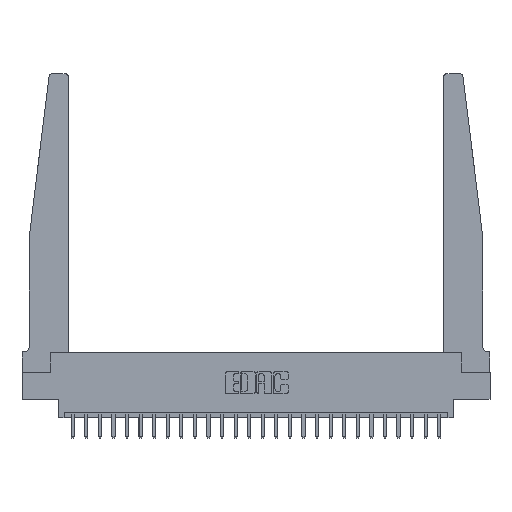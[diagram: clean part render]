
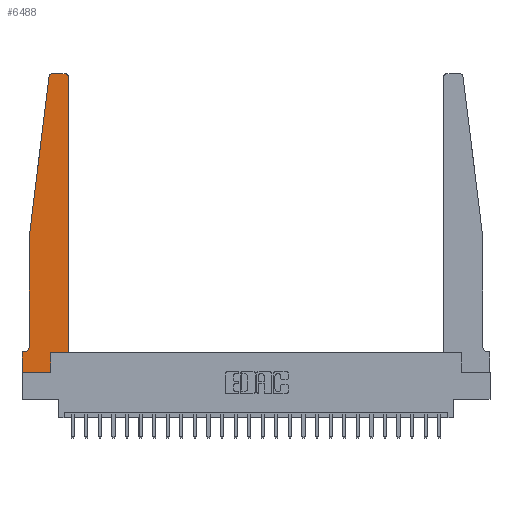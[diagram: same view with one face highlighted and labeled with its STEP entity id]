
A CAD part, top view. The second image highlights one B-rep face of the part: STEP entity #6488.
In plain terms, the highlighted planar face has unit normal (0, 0, 1).
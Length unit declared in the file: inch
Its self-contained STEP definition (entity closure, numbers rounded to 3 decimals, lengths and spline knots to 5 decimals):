
#2 = DIRECTION ( 'NONE',  ( -1., 0., 0. ) ) ;
#1254 = CARTESIAN_POINT ( 'NONE',  ( 0., 0., 0.37 ) ) ;
#1875 = CARTESIAN_POINT ( 'NONE',  ( 0.425, 0.18, 0.37 ) ) ;
#2031 = VECTOR ( 'NONE', #13126, 39.37008 ) ;
#2157 = ORIENTED_EDGE ( 'NONE', *, *, #9842, .T. ) ;
#2408 = DIRECTION ( 'NONE',  ( 0., 0., 1. ) ) ;
#2469 = VECTOR ( 'NONE', #19269, 39.37008 ) ;
#2796 = VECTOR ( 'NONE', #8939, 39.37008 ) ;
#3732 = VERTEX_POINT ( 'NONE', #7761 ) ;
#3892 = CARTESIAN_POINT ( 'NONE',  ( 0.065, 0.2375, 0.37 ) ) ;
#4155 = CARTESIAN_POINT ( 'NONE',  ( 0.25, 2.75, 0.37 ) ) ;
#4459 = CIRCLE ( 'NONE', #23904, 0.03 ) ;
#4492 = AXIS2_PLACEMENT_3D ( 'NONE', #20709, #12962, #19049 ) ;
#4940 = CARTESIAN_POINT ( 'NONE',  ( 0.065, 1.25, 0.37 ) ) ;
#5680 = LINE ( 'NONE', #15541, #20462 ) ;
#6488 = ADVANCED_FACE ( 'NONE', ( #18522 ), #18143, .T. ) ;
#6817 = EDGE_CURVE ( 'NONE', #18700, #6953, #4459, .T. ) ;
#6953 = VERTEX_POINT ( 'NONE', #22500 ) ;
#7247 = DIRECTION ( 'NONE',  ( 0., -1., 0. ) ) ;
#7312 = VECTOR ( 'NONE', #13773, 39.37008 ) ;
#7384 = EDGE_LOOP ( 'NONE', ( #20133, #2157, #11576, #24075, #22591, #9528, #25195, #11894, #15816, #13674, #21825, #15042 ) ) ;
#7761 = CARTESIAN_POINT ( 'NONE',  ( 0.425, 0.18, 0.37 ) ) ;
#7771 = AXIS2_PLACEMENT_3D ( 'NONE', #8680, #16586, #19926 ) ;
#8279 = LINE ( 'NONE', #24315, #18257 ) ;
#8548 = EDGE_CURVE ( 'NONE', #23753, #20156, #11135, .T. ) ;
#8653 = AXIS2_PLACEMENT_3D ( 'NONE', #21188, #13828, #25362 ) ;
#8680 = CARTESIAN_POINT ( 'NONE',  ( 0., 0.1875, 0.37 ) ) ;
#8821 = CARTESIAN_POINT ( 'NONE',  ( 0.27653, 2.75, 0.37 ) ) ;
#8939 = DIRECTION ( 'NONE',  ( -0.122, -0.992, 0. ) ) ;
#9075 = VERTEX_POINT ( 'NONE', #19135 ) ;
#9185 = CARTESIAN_POINT ( 'NONE',  ( 0.065, 1.25, 0.37 ) ) ;
#9250 = LINE ( 'NONE', #17277, #2031 ) ;
#9528 = ORIENTED_EDGE ( 'NONE', *, *, #20420, .T. ) ;
#9842 = EDGE_CURVE ( 'NONE', #21898, #23753, #12366, .T. ) ;
#10323 = DIRECTION ( 'NONE',  ( 1., 0., 0. ) ) ;
#10368 = EDGE_CURVE ( 'NONE', #14736, #20316, #19797, .T. ) ;
#11135 = LINE ( 'NONE', #15158, #2796 ) ;
#11576 = ORIENTED_EDGE ( 'NONE', *, *, #8548, .T. ) ;
#11808 = CARTESIAN_POINT ( 'NONE',  ( 0., 0., 0.37 ) ) ;
#11894 = ORIENTED_EDGE ( 'NONE', *, *, #12324, .T. ) ;
#12324 = EDGE_CURVE ( 'NONE', #23079, #12549, #8279, .T. ) ;
#12366 = CIRCLE ( 'NONE', #4492, 0.03 ) ;
#12549 = VERTEX_POINT ( 'NONE', #14740 ) ;
#12642 = EDGE_CURVE ( 'NONE', #3732, #18700, #17455, .T. ) ;
#12881 = CARTESIAN_POINT ( 'NONE',  ( 0.425, 0.18, 0.37 ) ) ;
#12962 = DIRECTION ( 'NONE',  ( 0., 0., 1. ) ) ;
#13126 = DIRECTION ( 'NONE',  ( 0., 1., 0. ) ) ;
#13333 = CARTESIAN_POINT ( 'NONE',  ( 0.015, 0.1875, 0.37 ) ) ;
#13674 = ORIENTED_EDGE ( 'NONE', *, *, #19861, .T. ) ;
#13773 = DIRECTION ( 'NONE',  ( 1., 0., 0. ) ) ;
#13814 = DIRECTION ( 'NONE',  ( 0., 1., 0. ) ) ;
#13828 = DIRECTION ( 'NONE',  ( 0., 0., -1. ) ) ;
#14736 = VERTEX_POINT ( 'NONE', #3892 ) ;
#14740 = CARTESIAN_POINT ( 'NONE',  ( 0.2605, 0., 0.37 ) ) ;
#14916 = EDGE_CURVE ( 'NONE', #6953, #21898, #17791, .T. ) ;
#15042 = ORIENTED_EDGE ( 'NONE', *, *, #6817, .T. ) ;
#15158 = CARTESIAN_POINT ( 'NONE',  ( 0.065, 1.25, 0.37 ) ) ;
#15254 = VERTEX_POINT ( 'NONE', #25513 ) ;
#15541 = CARTESIAN_POINT ( 'NONE',  ( 0.065, 0.1875, 0.37 ) ) ;
#15816 = ORIENTED_EDGE ( 'NONE', *, *, #25139, .T. ) ;
#15862 = VECTOR ( 'NONE', #2, 39.37008 ) ;
#16586 = DIRECTION ( 'NONE',  ( 0., 0., 1. ) ) ;
#17277 = CARTESIAN_POINT ( 'NONE',  ( 0.2605, 0.18, 0.37 ) ) ;
#17455 = LINE ( 'NONE', #1875, #18660 ) ;
#17484 = LINE ( 'NONE', #9185, #2469 ) ;
#17791 = LINE ( 'NONE', #4155, #15862 ) ;
#18143 = PLANE ( 'NONE',  #7771 ) ;
#18257 = VECTOR ( 'NONE', #20148, 39.37008 ) ;
#18522 = FACE_OUTER_BOUND ( 'NONE', #7384, .T. ) ;
#18660 = VECTOR ( 'NONE', #13814, 39.37008 ) ;
#18700 = VERTEX_POINT ( 'NONE', #23570 ) ;
#19030 = LINE ( 'NONE', #1254, #23989 ) ;
#19049 = DIRECTION ( 'NONE',  ( 1., 0., 0. ) ) ;
#19135 = CARTESIAN_POINT ( 'NONE',  ( 0.2605, 0.18, 0.37 ) ) ;
#19269 = DIRECTION ( 'NONE',  ( 0., -1., 0. ) ) ;
#19797 = CIRCLE ( 'NONE', #8653, 0.05 ) ;
#19861 = EDGE_CURVE ( 'NONE', #9075, #3732, #22728, .T. ) ;
#19926 = DIRECTION ( 'NONE',  ( 1., 0., 0. ) ) ;
#20133 = ORIENTED_EDGE ( 'NONE', *, *, #14916, .T. ) ;
#20148 = DIRECTION ( 'NONE',  ( 1., 0., 0. ) ) ;
#20156 = VERTEX_POINT ( 'NONE', #4940 ) ;
#20316 = VERTEX_POINT ( 'NONE', #13333 ) ;
#20420 = EDGE_CURVE ( 'NONE', #20316, #15254, #5680, .T. ) ;
#20462 = VECTOR ( 'NONE', #23419, 39.37008 ) ;
#20709 = CARTESIAN_POINT ( 'NONE',  ( 0.27653, 2.72, 0.37 ) ) ;
#21188 = CARTESIAN_POINT ( 'NONE',  ( 0.015, 0.2375, 0.37 ) ) ;
#21825 = ORIENTED_EDGE ( 'NONE', *, *, #12642, .T. ) ;
#21898 = VERTEX_POINT ( 'NONE', #8821 ) ;
#22235 = CARTESIAN_POINT ( 'NONE',  ( 0.395, 2.72, 0.37 ) ) ;
#22500 = CARTESIAN_POINT ( 'NONE',  ( 0.395, 2.75, 0.37 ) ) ;
#22591 = ORIENTED_EDGE ( 'NONE', *, *, #10368, .T. ) ;
#22728 = LINE ( 'NONE', #12881, #7312 ) ;
#23079 = VERTEX_POINT ( 'NONE', #11808 ) ;
#23419 = DIRECTION ( 'NONE',  ( -1., 0., 0. ) ) ;
#23570 = CARTESIAN_POINT ( 'NONE',  ( 0.425, 2.72, 0.37 ) ) ;
#23753 = VERTEX_POINT ( 'NONE', #25102 ) ;
#23904 = AXIS2_PLACEMENT_3D ( 'NONE', #22235, #2408, #10323 ) ;
#23989 = VECTOR ( 'NONE', #7247, 39.37008 ) ;
#24075 = ORIENTED_EDGE ( 'NONE', *, *, #25457, .T. ) ;
#24315 = CARTESIAN_POINT ( 'NONE',  ( 0., 0., 0.37 ) ) ;
#25102 = CARTESIAN_POINT ( 'NONE',  ( 0.24675, 2.72367, 0.37 ) ) ;
#25139 = EDGE_CURVE ( 'NONE', #12549, #9075, #9250, .T. ) ;
#25195 = ORIENTED_EDGE ( 'NONE', *, *, #25486, .T. ) ;
#25362 = DIRECTION ( 'NONE',  ( -1., 0., 0. ) ) ;
#25457 = EDGE_CURVE ( 'NONE', #20156, #14736, #17484, .T. ) ;
#25486 = EDGE_CURVE ( 'NONE', #15254, #23079, #19030, .T. ) ;
#25513 = CARTESIAN_POINT ( 'NONE',  ( 0., 0.1875, 0.37 ) ) ;
